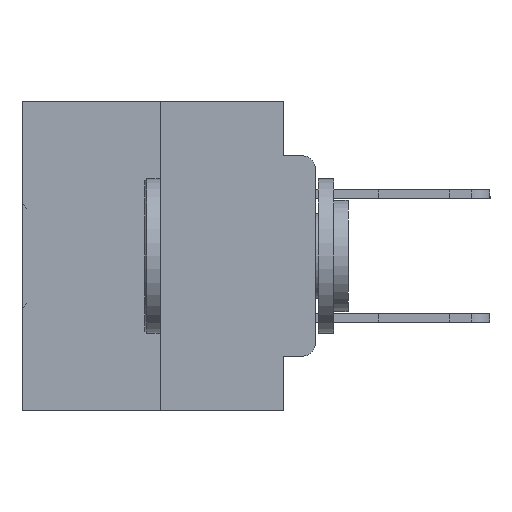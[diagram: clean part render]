
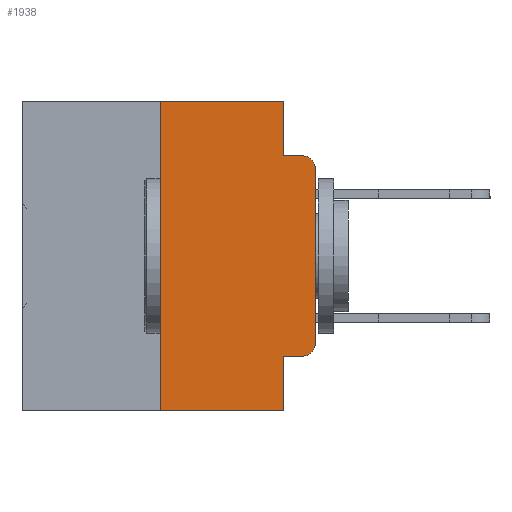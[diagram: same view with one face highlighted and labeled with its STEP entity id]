
A CAD part, left-side view. The second image highlights one B-rep face of the part: STEP entity #1938.
In plain terms, the highlighted planar face has unit normal (-1, 0, 0).
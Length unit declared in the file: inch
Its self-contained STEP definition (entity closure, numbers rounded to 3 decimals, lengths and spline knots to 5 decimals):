
#61 = ORIENTED_EDGE ( 'NONE', *, *, #25931, .F. ) ;
#1000 = ORIENTED_EDGE ( 'NONE', *, *, #34112, .F. ) ;
#1899 = DIRECTION ( 'NONE',  ( 0., -1., 0. ) ) ;
#1938 = ADVANCED_FACE ( 'NONE', ( #33248 ), #21711, .F. ) ;
#2617 = LINE ( 'NONE', #2706, #16446 ) ;
#2706 = CARTESIAN_POINT ( 'NONE',  ( 0., 0.25, 0. ) ) ;
#2856 = EDGE_CURVE ( 'NONE', #4613, #31354, #3901, .T. ) ;
#3266 = CARTESIAN_POINT ( 'NONE',  ( 0., 0., -0.1085 ) ) ;
#3425 = LINE ( 'NONE', #25891, #17245 ) ;
#3901 = LINE ( 'NONE', #14088, #4778 ) ;
#4008 = VERTEX_POINT ( 'NONE', #22728 ) ;
#4155 = DIRECTION ( 'NONE',  ( 0., -1., 0. ) ) ;
#4366 = LINE ( 'NONE', #17518, #9961 ) ;
#4613 = VERTEX_POINT ( 'NONE', #17070 ) ;
#4638 = CARTESIAN_POINT ( 'NONE',  ( 0., 0.02, -0.0885 ) ) ;
#4778 = VECTOR ( 'NONE', #13652, 39.37008 ) ;
#5070 = DIRECTION ( 'NONE',  ( 1., 0., 0. ) ) ;
#5223 = CARTESIAN_POINT ( 'NONE',  ( 0., 0.051, -0.4115 ) ) ;
#5509 = CARTESIAN_POINT ( 'NONE',  ( 0., 0.02, -0.1085 ) ) ;
#6838 = DIRECTION ( 'NONE',  ( -1., 0., 0. ) ) ;
#6947 = CARTESIAN_POINT ( 'NONE',  ( 0., 0.051, -0.0885 ) ) ;
#6971 = ORIENTED_EDGE ( 'NONE', *, *, #31466, .T. ) ;
#8188 = ORIENTED_EDGE ( 'NONE', *, *, #22944, .F. ) ;
#8278 = DIRECTION ( 'NONE',  ( 0., 0., -1. ) ) ;
#8644 = EDGE_CURVE ( 'NONE', #31354, #13157, #34674, .T. ) ;
#9596 = ORIENTED_EDGE ( 'NONE', *, *, #13011, .T. ) ;
#9654 = ORIENTED_EDGE ( 'NONE', *, *, #2856, .T. ) ;
#9913 = VECTOR ( 'NONE', #4155, 39.37008 ) ;
#9961 = VECTOR ( 'NONE', #20331, 39.37008 ) ;
#10842 = CARTESIAN_POINT ( 'NONE',  ( 0., 0.051, -0.0885 ) ) ;
#12233 = DIRECTION ( 'NONE',  ( 0., -1., 0. ) ) ;
#12778 = AXIS2_PLACEMENT_3D ( 'NONE', #5509, #24810, #8278 ) ;
#13011 = EDGE_CURVE ( 'NONE', #25905, #4008, #15472, .T. ) ;
#13157 = VERTEX_POINT ( 'NONE', #4638 ) ;
#13494 = LINE ( 'NONE', #34883, #27336 ) ;
#13603 = VECTOR ( 'NONE', #19094, 39.37008 ) ;
#13652 = DIRECTION ( 'NONE',  ( 0., 0., 1. ) ) ;
#13675 = ORIENTED_EDGE ( 'NONE', *, *, #8644, .T. ) ;
#14088 = CARTESIAN_POINT ( 'NONE',  ( 0., 0., 0. ) ) ;
#14185 = ORIENTED_EDGE ( 'NONE', *, *, #14631, .F. ) ;
#14411 = VERTEX_POINT ( 'NONE', #26526 ) ;
#14599 = VECTOR ( 'NONE', #12233, 39.37008 ) ;
#14631 = EDGE_CURVE ( 'NONE', #22137, #16044, #2617, .T. ) ;
#15301 = AXIS2_PLACEMENT_3D ( 'NONE', #23391, #6838, #26129 ) ;
#15472 = LINE ( 'NONE', #23263, #14599 ) ;
#15490 = LINE ( 'NONE', #6947, #9913 ) ;
#15996 = ORIENTED_EDGE ( 'NONE', *, *, #19557, .T. ) ;
#16044 = VERTEX_POINT ( 'NONE', #26352 ) ;
#16446 = VECTOR ( 'NONE', #27577, 39.37008 ) ;
#17013 = VERTEX_POINT ( 'NONE', #10842 ) ;
#17070 = CARTESIAN_POINT ( 'NONE',  ( 0., 0., -0.3915 ) ) ;
#17245 = VECTOR ( 'NONE', #28646, 39.37008 ) ;
#17406 = CARTESIAN_POINT ( 'NONE',  ( 0., 0.473, 0. ) ) ;
#17441 = CIRCLE ( 'NONE', #15301, 0.02 ) ;
#17518 = CARTESIAN_POINT ( 'NONE',  ( 0., 0.473, -0.5 ) ) ;
#18965 = CARTESIAN_POINT ( 'NONE',  ( 0., 0.051, 0. ) ) ;
#19094 = DIRECTION ( 'NONE',  ( 0., 0., -1. ) ) ;
#19557 = EDGE_CURVE ( 'NONE', #4008, #4613, #17441, .T. ) ;
#20331 = DIRECTION ( 'NONE',  ( 0., -1., 0. ) ) ;
#21016 = LINE ( 'NONE', #18965, #13603 ) ;
#21711 = PLANE ( 'NONE',  #30956 ) ;
#22137 = VERTEX_POINT ( 'NONE', #25578 ) ;
#22728 = CARTESIAN_POINT ( 'NONE',  ( 0., 0.02, -0.4115 ) ) ;
#22858 = EDGE_CURVE ( 'NONE', #25906, #17013, #3425, .T. ) ;
#22944 = EDGE_CURVE ( 'NONE', #17013, #13157, #15490, .T. ) ;
#23263 = CARTESIAN_POINT ( 'NONE',  ( 0., 0.051, -0.4115 ) ) ;
#23391 = CARTESIAN_POINT ( 'NONE',  ( 0., 0.02, -0.3915 ) ) ;
#24516 = CARTESIAN_POINT ( 'NONE',  ( 0., 0.051, 0. ) ) ;
#24810 = DIRECTION ( 'NONE',  ( -1., 0., 0. ) ) ;
#25578 = CARTESIAN_POINT ( 'NONE',  ( 0., 0.25, -0.5 ) ) ;
#25891 = CARTESIAN_POINT ( 'NONE',  ( 0., 0.051, 0. ) ) ;
#25905 = VERTEX_POINT ( 'NONE', #5223 ) ;
#25906 = VERTEX_POINT ( 'NONE', #24516 ) ;
#25931 = EDGE_CURVE ( 'NONE', #25905, #14411, #21016, .T. ) ;
#26129 = DIRECTION ( 'NONE',  ( 0., 0., -1. ) ) ;
#26352 = CARTESIAN_POINT ( 'NONE',  ( 0., 0.25, 0. ) ) ;
#26526 = CARTESIAN_POINT ( 'NONE',  ( 0., 0.051, -0.5 ) ) ;
#27336 = VECTOR ( 'NONE', #1899, 39.37008 ) ;
#27577 = DIRECTION ( 'NONE',  ( 0., 0., 1. ) ) ;
#28646 = DIRECTION ( 'NONE',  ( 0., 0., -1. ) ) ;
#30399 = EDGE_LOOP ( 'NONE', ( #9654, #13675, #8188, #32745, #1000, #14185, #6971, #61, #9596, #15996 ) ) ;
#30956 = AXIS2_PLACEMENT_3D ( 'NONE', #17406, #5070, #34065 ) ;
#31354 = VERTEX_POINT ( 'NONE', #3266 ) ;
#31466 = EDGE_CURVE ( 'NONE', #22137, #14411, #4366, .T. ) ;
#32745 = ORIENTED_EDGE ( 'NONE', *, *, #22858, .F. ) ;
#33248 = FACE_OUTER_BOUND ( 'NONE', #30399, .T. ) ;
#34065 = DIRECTION ( 'NONE',  ( 0., 0., -1. ) ) ;
#34112 = EDGE_CURVE ( 'NONE', #16044, #25906, #13494, .T. ) ;
#34674 = CIRCLE ( 'NONE', #12778, 0.02 ) ;
#34883 = CARTESIAN_POINT ( 'NONE',  ( 0., 0.473, 0. ) ) ;
